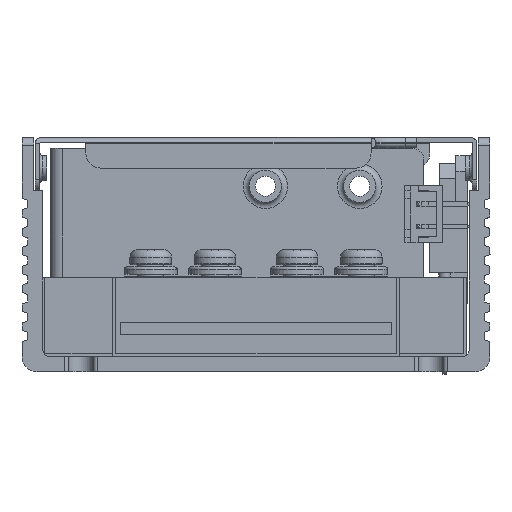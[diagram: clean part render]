
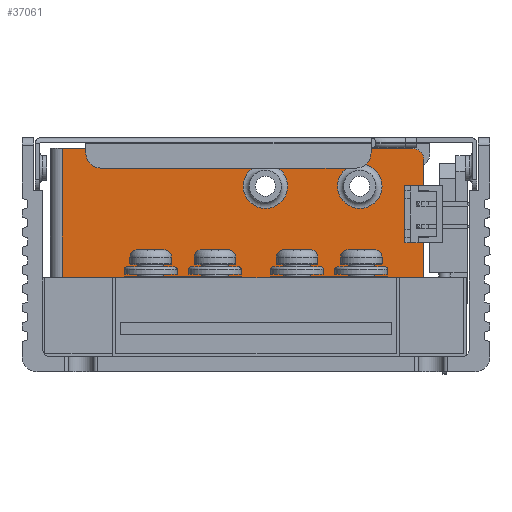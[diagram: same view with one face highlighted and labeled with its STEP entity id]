
A CAD part, left-side view. The second image highlights one B-rep face of the part: STEP entity #37061.
In plain terms, the highlighted face is planar.
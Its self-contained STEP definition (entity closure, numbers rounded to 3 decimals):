
#659=CIRCLE('',#39193,1.5);
#660=CIRCLE('',#39194,2.945);
#661=CIRCLE('',#39195,2.945);
#1008=FACE_BOUND('',#3396,.T.);
#1009=FACE_BOUND('',#3397,.T.);
#1524=FACE_OUTER_BOUND('',#3395,.T.);
#3395=EDGE_LOOP('',(#24909,#24910,#24911,#24912,#24913,#24914,#24915,#24916,
#24917,#24918,#24919,#24920,#24921,#24922));
#3396=EDGE_LOOP('',(#24923));
#3397=EDGE_LOOP('',(#24924));
#5784=LINE('',#51433,#10745);
#5786=LINE('',#51438,#10747);
#5803=LINE('',#51482,#10764);
#5804=LINE('',#51486,#10765);
#5805=LINE('',#51488,#10766);
#5806=LINE('',#51490,#10767);
#5807=LINE('',#51494,#10768);
#5808=LINE('',#51496,#10769);
#5809=LINE('',#51498,#10770);
#5810=LINE('',#51499,#10771);
#5811=LINE('',#51501,#10772);
#5812=LINE('',#51503,#10773);
#5813=LINE('',#51504,#10774);
#10745=VECTOR('',#41767,1.);
#10747=VECTOR('',#41773,1.);
#10764=VECTOR('',#41810,1.);
#10765=VECTOR('',#41813,1.);
#10766=VECTOR('',#41814,1.);
#10767=VECTOR('',#41815,1.);
#10768=VECTOR('',#41818,1.);
#10769=VECTOR('',#41819,1.);
#10770=VECTOR('',#41820,1.);
#10771=VECTOR('',#41821,1.);
#10772=VECTOR('',#41822,1.);
#10773=VECTOR('',#41823,1.);
#10774=VECTOR('',#41824,1.);
#15676=VERTEX_POINT('',#51430);
#15677=VERTEX_POINT('',#51432);
#15678=VERTEX_POINT('',#51437);
#15695=VERTEX_POINT('',#51480);
#15696=VERTEX_POINT('',#51484);
#15697=VERTEX_POINT('',#51485);
#15698=VERTEX_POINT('',#51487);
#15699=VERTEX_POINT('',#51489);
#15700=VERTEX_POINT('',#51491);
#15701=VERTEX_POINT('',#51493);
#15702=VERTEX_POINT('',#51495);
#15703=VERTEX_POINT('',#51497);
#15704=VERTEX_POINT('',#51500);
#15705=VERTEX_POINT('',#51502);
#15706=VERTEX_POINT('',#51505);
#15707=VERTEX_POINT('',#51507);
#19305=EDGE_CURVE('',#15677,#15676,#5784,.T.);
#19308=EDGE_CURVE('',#15678,#15677,#5786,.T.);
#19330=EDGE_CURVE('',#15695,#15676,#5803,.T.);
#19331=EDGE_CURVE('',#15696,#15697,#5804,.T.);
#19332=EDGE_CURVE('',#15698,#15696,#5805,.T.);
#19333=EDGE_CURVE('',#15699,#15698,#5806,.T.);
#19334=EDGE_CURVE('',#15700,#15699,#659,.T.);
#19335=EDGE_CURVE('',#15700,#15701,#5807,.T.);
#19336=EDGE_CURVE('',#15702,#15701,#5808,.T.);
#19337=EDGE_CURVE('',#15703,#15702,#5809,.T.);
#19338=EDGE_CURVE('',#15678,#15703,#5810,.T.);
#19339=EDGE_CURVE('',#15695,#15704,#5811,.T.);
#19340=EDGE_CURVE('',#15704,#15705,#5812,.T.);
#19341=EDGE_CURVE('',#15697,#15705,#5813,.T.);
#19342=EDGE_CURVE('',#15706,#15706,#660,.T.);
#19343=EDGE_CURVE('',#15707,#15707,#661,.T.);
#24909=ORIENTED_EDGE('',*,*,#19331,.F.);
#24910=ORIENTED_EDGE('',*,*,#19332,.F.);
#24911=ORIENTED_EDGE('',*,*,#19333,.F.);
#24912=ORIENTED_EDGE('',*,*,#19334,.F.);
#24913=ORIENTED_EDGE('',*,*,#19335,.T.);
#24914=ORIENTED_EDGE('',*,*,#19336,.F.);
#24915=ORIENTED_EDGE('',*,*,#19337,.F.);
#24916=ORIENTED_EDGE('',*,*,#19338,.F.);
#24917=ORIENTED_EDGE('',*,*,#19308,.T.);
#24918=ORIENTED_EDGE('',*,*,#19305,.T.);
#24919=ORIENTED_EDGE('',*,*,#19330,.F.);
#24920=ORIENTED_EDGE('',*,*,#19339,.T.);
#24921=ORIENTED_EDGE('',*,*,#19340,.T.);
#24922=ORIENTED_EDGE('',*,*,#19341,.F.);
#24923=ORIENTED_EDGE('',*,*,#19342,.F.);
#24924=ORIENTED_EDGE('',*,*,#19343,.F.);
#35362=PLANE('',#39192);
#37061=ADVANCED_FACE('',(#1524,#1008,#1009),#35362,.T.);
#39192=AXIS2_PLACEMENT_3D('',#51483,#41811,#41812);
#39193=AXIS2_PLACEMENT_3D('',#51492,#41816,#41817);
#39194=AXIS2_PLACEMENT_3D('',#51506,#41825,#41826);
#39195=AXIS2_PLACEMENT_3D('',#51508,#41827,#41828);
#41767=DIRECTION('',(0.,0.,-1.));
#41773=DIRECTION('',(1.,0.,0.));
#41810=DIRECTION('',(1.,0.,0.));
#41811=DIRECTION('center_axis',(0.,1.,0.));
#41812=DIRECTION('ref_axis',(1.,0.,0.));
#41813=DIRECTION('',(1.,0.,0.));
#41814=DIRECTION('',(0.707,0.,-0.707));
#41815=DIRECTION('',(0.,0.,-1.));
#41816=DIRECTION('center_axis',(0.,-1.,0.));
#41817=DIRECTION('ref_axis',(0.,0.,1.));
#41818=DIRECTION('',(1.,0.,0.));
#41819=DIRECTION('',(0.,0.,1.));
#41820=DIRECTION('',(-1.,0.,0.));
#41821=DIRECTION('',(0.,0.,-1.));
#41822=DIRECTION('',(0.,0.,-1.));
#41823=DIRECTION('',(-1.,0.,0.));
#41824=DIRECTION('',(0.,0.,-1.));
#41825=DIRECTION('center_axis',(0.,1.,0.));
#41826=DIRECTION('ref_axis',(1.,0.,0.));
#41827=DIRECTION('center_axis',(0.,1.,0.));
#41828=DIRECTION('ref_axis',(0.,0.,1.));
#51430=CARTESIAN_POINT('',(104.723,158.16,187.6));
#51432=CARTESIAN_POINT('',(104.723,158.16,207.6));
#51433=CARTESIAN_POINT('',(104.723,158.16,207.6));
#51437=CARTESIAN_POINT('',(97.323,158.16,207.6));
#51438=CARTESIAN_POINT('',(97.323,158.16,207.6));
#51480=CARTESIAN_POINT('',(88.823,158.16,187.6));
#51482=CARTESIAN_POINT('',(88.823,158.16,187.6));
#51483=CARTESIAN_POINT('Origin',(56.823,158.16,184.6));
#51484=CARTESIAN_POINT('',(57.823,158.16,187.6));
#51485=CARTESIAN_POINT('',(84.323,158.16,187.6));
#51486=CARTESIAN_POINT('',(57.823,158.16,187.6));
#51487=CARTESIAN_POINT('',(56.823,158.16,188.6));
#51488=CARTESIAN_POINT('',(56.823,158.16,188.6));
#51489=CARTESIAN_POINT('',(56.823,158.16,206.1));
#51490=CARTESIAN_POINT('',(56.823,158.16,206.1));
#51491=CARTESIAN_POINT('',(58.323,158.16,207.6));
#51492=CARTESIAN_POINT('Origin',(58.323,158.16,206.1));
#51493=CARTESIAN_POINT('',(89.323,158.16,207.6));
#51494=CARTESIAN_POINT('',(58.323,158.16,207.6));
#51495=CARTESIAN_POINT('',(89.323,158.16,206.6));
#51496=CARTESIAN_POINT('',(89.323,158.16,206.6));
#51497=CARTESIAN_POINT('',(97.323,158.16,206.6));
#51498=CARTESIAN_POINT('',(97.323,158.16,206.6));
#51499=CARTESIAN_POINT('',(97.323,158.16,207.6));
#51500=CARTESIAN_POINT('',(88.823,158.16,184.6));
#51501=CARTESIAN_POINT('',(88.823,158.16,187.6));
#51502=CARTESIAN_POINT('',(84.323,158.16,184.6));
#51503=CARTESIAN_POINT('',(88.823,158.16,184.6));
#51504=CARTESIAN_POINT('',(84.323,158.16,187.6));
#51505=CARTESIAN_POINT('',(65.323,158.16,199.655));
#51506=CARTESIAN_POINT('Origin',(65.323,158.16,202.6));
#51507=CARTESIAN_POINT('',(77.823,158.16,199.655));
#51508=CARTESIAN_POINT('Origin',(77.823,158.16,202.6));
